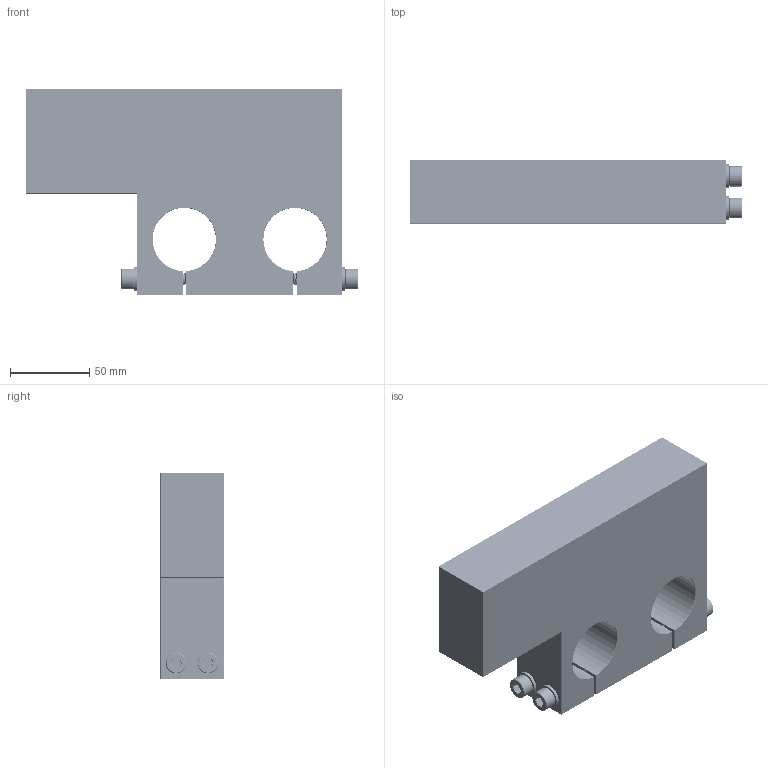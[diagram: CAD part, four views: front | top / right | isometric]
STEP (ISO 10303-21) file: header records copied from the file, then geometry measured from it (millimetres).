
FILE_DESCRIPTION(/* description */ (''),/* implementation_level */ '2;1');
FILE_NAME(/* name */ '84ba01c5-8596-41c5-87cd-ca645ef7d860.stp',/* time_stamp */ '2024-10-08T18:48:00Z',/* author */ (''),/* organization */ (''),/* preprocessor_version */ 'ST-DEVELOPER v20',/* originating_system */ 'Autodesk Translation Framework v13.20.0.188',/* authorisation */ '');
FILE_SCHEMA (('AUTOMOTIVE_DESIGN { 1 0 10303 214 3 1 1 }'));
Products named in the file (4): SD 01_008; SD 01.008_body_part; Washer_8; Socket_head_screw_M8
Assembly tree (9 placements, depth 2):
  SD 01_008
    Washer_8  x4
    Socket_head_screw_M8  x4
    SD 01.008_body_part
Bounding box: 209.8 x 40 x 130 mm (x, y, z)
Volume: 759778.2 mm3; surface area: 93980.5 mm2
Topology: 9 solids, 9 shells, 1010 faces, 2800 edges, 1816 vertices
Faces by surface type: cylinder 794, plane 140, cone 52, bspline 24
Full cylindrical faces by diameter (mm): 6.701 x108, 7.234 x128, 8 x112, 8.128 x76, 8.4 x4, 13 x4, 15 x4
Entity records: 60484 total; most frequent: CARTESIAN_POINT 43424, ORIENTED_EDGE 4230, DIRECTION 2455, EDGE_CURVE 2115, VERTEX_POINT 1375, B_SPLINE_CURVE_WITH_KNOTS 1239, AXIS2_PLACEMENT_3D 842, LINE 771
